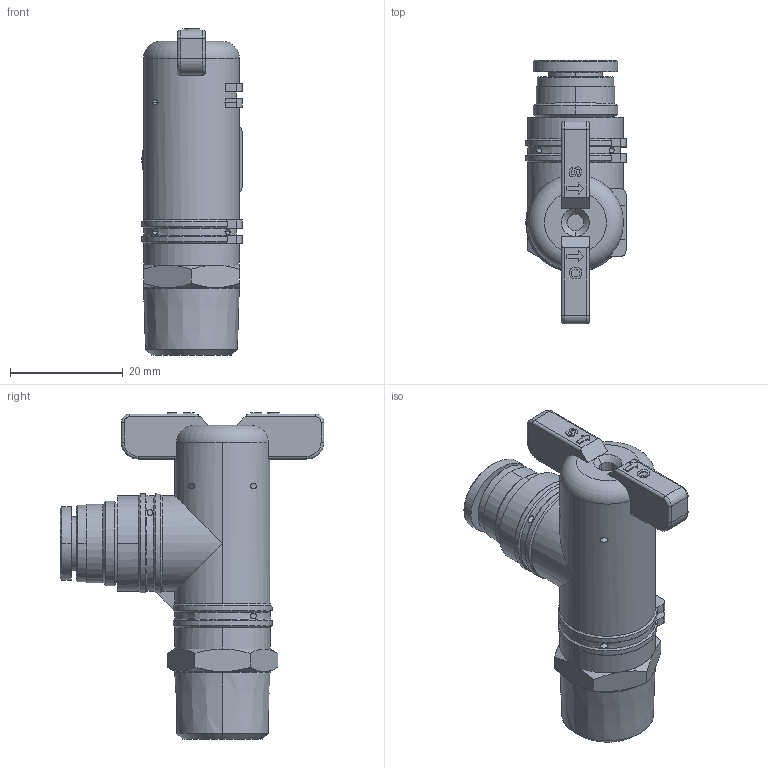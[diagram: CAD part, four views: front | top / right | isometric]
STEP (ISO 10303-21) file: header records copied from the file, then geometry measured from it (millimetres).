
FILE_DESCRIPTION((''),'2;1');
FILE_NAME('GBL200803-mdt.stp','2017-07-10T18:00:49',(''),(''),'Mechanical Desktop 2009','Mechanical Desktop 2009',', , ');
FILE_SCHEMA(('CONFIG_CONTROL_DESIGN'));
Length unit declared in the file: millimetre
Products named in the file (9): GBL200803-MDT; GBL200803-MDTA; BC8-20; COLLAR-08C; 20-R03; 20-R02; BC6-20; COLLAR-06C; HA
Assembly tree (9 placements, depth 3):
  GBL200803-MDT
    GBL200803-MDTA
    BC8-20
      COLLAR-08C
    20-R03
    20-R02
    BC6-20  x2
      COLLAR-06C
    HA
Bounding box: 17.8 x 46.85 x 57.95 mm (x, y, z)
Volume: 16606.7 mm3; surface area: 6093.1 mm2
Topology: 1 solids, 3 shells, 720 faces, 1978 edges, 1293 vertices
Faces by surface type: plane 550, cylinder 99, cone 40, bspline 21, torus 10
Entity records: 24205 total; most frequent: CARTESIAN_POINT 5803, ORIENTED_EDGE 3956, DIRECTION 3548, EDGE_CURVE 1978, VECTOR 1612, LINE 1612, VERTEX_POINT 1293, AXIS2_PLACEMENT_3D 968
